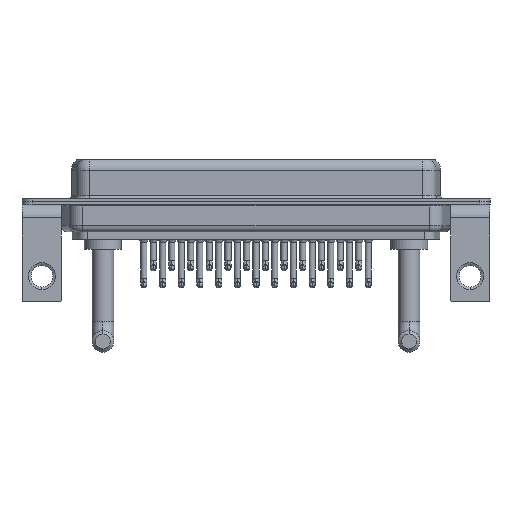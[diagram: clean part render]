
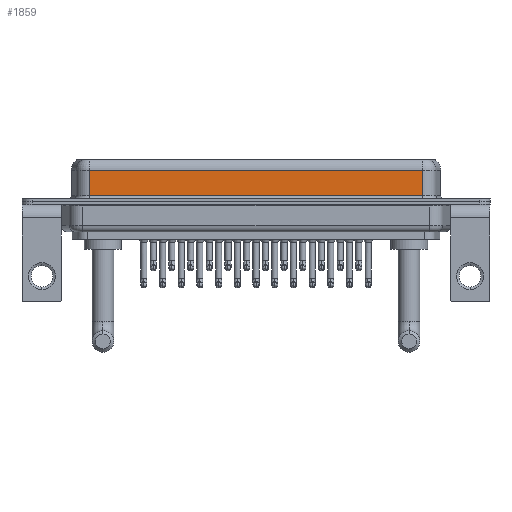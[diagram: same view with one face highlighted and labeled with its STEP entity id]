
A CAD part, front view. The second image highlights one B-rep face of the part: STEP entity #1859.
In plain terms, the highlighted planar face has unit normal (0, -1, 0).
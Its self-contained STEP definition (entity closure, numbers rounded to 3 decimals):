
#1859 = ADVANCED_FACE ( 'NONE', ( #25522 ), #10059, .F. ) ;
#2398 = LINE ( 'NONE', #17834, #13176 ) ;
#2868 = VERTEX_POINT ( 'NONE', #10248 ) ;
#3082 = VERTEX_POINT ( 'NONE', #15133 ) ;
#3095 = VECTOR ( 'NONE', #5108, 1000. ) ;
#4758 = CARTESIAN_POINT ( 'NONE',  ( 56.462, -3.95, 0.9 ) ) ;
#5108 = DIRECTION ( 'NONE',  ( 0., 0., -1. ) ) ;
#5553 = EDGE_CURVE ( 'NONE', #25057, #2868, #20033, .T. ) ;
#5828 = EDGE_CURVE ( 'NONE', #25057, #3082, #24895, .T. ) ;
#6119 = DIRECTION ( 'NONE',  ( 0., 1., 0. ) ) ;
#6425 = EDGE_LOOP ( 'NONE', ( #18008, #12067, #20017, #22100 ) ) ;
#8112 = EDGE_CURVE ( 'NONE', #2868, #13621, #2398, .T. ) ;
#8127 = DIRECTION ( 'NONE',  ( -1., 0., 0. ) ) ;
#9918 = DIRECTION ( 'NONE',  ( 0., 0., 1. ) ) ;
#10059 = PLANE ( 'NONE',  #21573 ) ;
#10248 = CARTESIAN_POINT ( 'NONE',  ( 7.038, -3.95, 4.65 ) ) ;
#10874 = LINE ( 'NONE', #4758, #19727 ) ;
#11390 = CARTESIAN_POINT ( 'NONE',  ( 56.462, -3.95, 4.65 ) ) ;
#11772 = CARTESIAN_POINT ( 'NONE',  ( 56.462, -3.95, 4.65 ) ) ;
#12067 = ORIENTED_EDGE ( 'NONE', *, *, #5553, .T. ) ;
#13176 = VECTOR ( 'NONE', #21602, 1000. ) ;
#13621 = VERTEX_POINT ( 'NONE', #23074 ) ;
#15133 = CARTESIAN_POINT ( 'NONE',  ( 56.462, -3.95, 0.9 ) ) ;
#15541 = VECTOR ( 'NONE', #8127, 1000. ) ;
#16422 = DIRECTION ( 'NONE',  ( 1., 0., 0. ) ) ;
#17834 = CARTESIAN_POINT ( 'NONE',  ( 7.038, -3.95, 6.4 ) ) ;
#18008 = ORIENTED_EDGE ( 'NONE', *, *, #5828, .F. ) ;
#18648 = EDGE_CURVE ( 'NONE', #13621, #3082, #10874, .T. ) ;
#19727 = VECTOR ( 'NONE', #16422, 1000. ) ;
#20017 = ORIENTED_EDGE ( 'NONE', *, *, #8112, .T. ) ;
#20033 = LINE ( 'NONE', #11772, #15541 ) ;
#21573 = AXIS2_PLACEMENT_3D ( 'NONE', #22072, #6119, #9918 ) ;
#21602 = DIRECTION ( 'NONE',  ( 0., 0., -1. ) ) ;
#22072 = CARTESIAN_POINT ( 'NONE',  ( 56.462, -3.95, 6.4 ) ) ;
#22100 = ORIENTED_EDGE ( 'NONE', *, *, #18648, .T. ) ;
#23074 = CARTESIAN_POINT ( 'NONE',  ( 7.038, -3.95, 0.9 ) ) ;
#24895 = LINE ( 'NONE', #25364, #3095 ) ;
#25057 = VERTEX_POINT ( 'NONE', #11390 ) ;
#25364 = CARTESIAN_POINT ( 'NONE',  ( 56.462, -3.95, 6.4 ) ) ;
#25522 = FACE_OUTER_BOUND ( 'NONE', #6425, .T. ) ;
